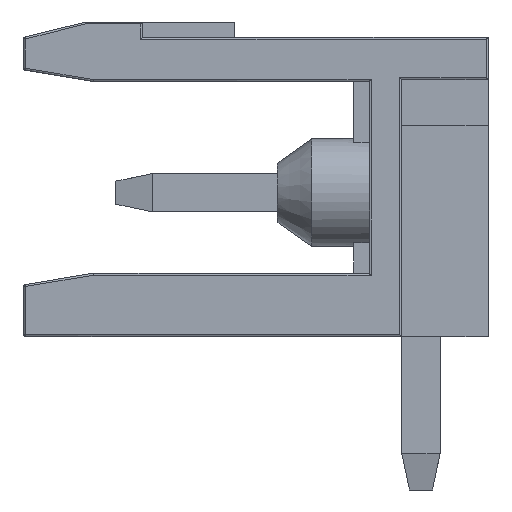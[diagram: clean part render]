
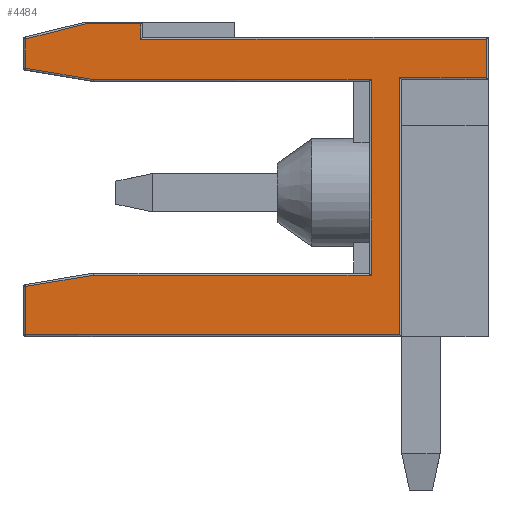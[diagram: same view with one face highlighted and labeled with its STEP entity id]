
A CAD part, left-side view. The second image highlights one B-rep face of the part: STEP entity #4484.
In plain terms, the highlighted planar face has unit normal (-1, 0, 0).
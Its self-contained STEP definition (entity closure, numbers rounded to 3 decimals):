
#146 = CARTESIAN_POINT ( 'NONE',  ( 0., 0.05, 7.8 ) ) ;
#540 = VERTEX_POINT ( 'NONE', #11240 ) ;
#895 = VECTOR ( 'NONE', #14662, 1000. ) ;
#931 = DIRECTION ( 'NONE',  ( 0., 1., 0. ) ) ;
#987 = ORIENTED_EDGE ( 'NONE', *, *, #15326, .T. ) ;
#1051 = CARTESIAN_POINT ( 'NONE',  ( 0., 9.05, 8.2 ) ) ;
#1052 = VECTOR ( 'NONE', #931, 1000. ) ;
#1125 = LINE ( 'NONE', #26435, #12597 ) ;
#1364 = DIRECTION ( 'NONE',  ( 0., 0., 1. ) ) ;
#1503 = EDGE_CURVE ( 'NONE', #6058, #24010, #12430, .T. ) ;
#1532 = ORIENTED_EDGE ( 'NONE', *, *, #7702, .T. ) ;
#1535 = LINE ( 'NONE', #1051, #8591 ) ;
#1588 = LINE ( 'NONE', #14180, #9193 ) ;
#2105 = CARTESIAN_POINT ( 'NONE',  ( 0., 2.3, 0.05 ) ) ;
#2191 = CARTESIAN_POINT ( 'NONE',  ( 0., 2.3, 6.75 ) ) ;
#2528 = CARTESIAN_POINT ( 'NONE',  ( 0., 3.1, 6.7 ) ) ;
#2790 = PLANE ( 'NONE',  #22973 ) ;
#3667 = EDGE_CURVE ( 'NONE', #4203, #6058, #3853, .T. ) ;
#3790 = CARTESIAN_POINT ( 'NONE',  ( 0., 3.05, 1.6 ) ) ;
#3841 = EDGE_CURVE ( 'NONE', #15989, #4450, #17088, .T. ) ;
#3853 = LINE ( 'NONE', #24289, #14925 ) ;
#3909 = ORIENTED_EDGE ( 'NONE', *, *, #7997, .T. ) ;
#4058 = LINE ( 'NONE', #31883, #31639 ) ;
#4092 = EDGE_LOOP ( 'NONE', ( #1532, #10591, #23347, #27719, #987, #5335, #15951, #23628, #25138, #25549, #3909, #8601, #23742, #12350, #8434 ) ) ;
#4203 = VERTEX_POINT ( 'NONE', #2191 ) ;
#4450 = VERTEX_POINT ( 'NONE', #3790 ) ;
#4484 = ADVANCED_FACE ( 'NONE', ( #22106 ), #2790, .F. ) ;
#4929 = VECTOR ( 'NONE', #9005, 1000. ) ;
#5071 = LINE ( 'NONE', #25155, #19499 ) ;
#5179 = CARTESIAN_POINT ( 'NONE',  ( 0., 10.296, 6.7 ) ) ;
#5239 = DIRECTION ( 'NONE',  ( 0., 1., 0. ) ) ;
#5335 = ORIENTED_EDGE ( 'NONE', *, *, #3841, .T. ) ;
#5448 = VERTEX_POINT ( 'NONE', #19937 ) ;
#5466 = EDGE_CURVE ( 'NONE', #4450, #17985, #5071, .T. ) ;
#6024 = EDGE_CURVE ( 'NONE', #31174, #14132, #13466, .T. ) ;
#6058 = VERTEX_POINT ( 'NONE', #28478 ) ;
#6434 = CARTESIAN_POINT ( 'NONE',  ( 0., 0.05, 7.75 ) ) ;
#6744 = VERTEX_POINT ( 'NONE', #22042 ) ;
#6808 = DIRECTION ( 'NONE',  ( 0., 0., 1. ) ) ;
#6975 = EDGE_CURVE ( 'NONE', #17985, #31174, #25370, .T. ) ;
#7652 = EDGE_CURVE ( 'NONE', #5448, #26020, #4058, .T. ) ;
#7680 = CARTESIAN_POINT ( 'NONE',  ( 0., 3.05, 6.7 ) ) ;
#7701 = CARTESIAN_POINT ( 'NONE',  ( 0., 12.05, 1.306 ) ) ;
#7702 = EDGE_CURVE ( 'NONE', #540, #29988, #27582, .T. ) ;
#7997 = EDGE_CURVE ( 'NONE', #13811, #4203, #1588, .T. ) ;
#8036 = LINE ( 'NONE', #29960, #17318 ) ;
#8434 = ORIENTED_EDGE ( 'NONE', *, *, #15527, .T. ) ;
#8591 = VECTOR ( 'NONE', #1364, 1000. ) ;
#8601 = ORIENTED_EDGE ( 'NONE', *, *, #3667, .T. ) ;
#9005 = DIRECTION ( 'NONE',  ( 0., 0., -1. ) ) ;
#9193 = VECTOR ( 'NONE', #6808, 1000. ) ;
#10591 = ORIENTED_EDGE ( 'NONE', *, *, #25813, .T. ) ;
#10607 = DIRECTION ( 'NONE',  ( 0., 0., 1. ) ) ;
#11003 = CARTESIAN_POINT ( 'NONE',  ( 0., 12.05, 8.2 ) ) ;
#11091 = DIRECTION ( 'NONE',  ( 0., 0.97, -0.243 ) ) ;
#11217 = LINE ( 'NONE', #30850, #1052 ) ;
#11240 = CARTESIAN_POINT ( 'NONE',  ( 0., 9.05, 8.15 ) ) ;
#11550 = DIRECTION ( 'NONE',  ( 0., -1., 0. ) ) ;
#12272 = CARTESIAN_POINT ( 'NONE',  ( 0., 10.494, 8.15 ) ) ;
#12350 = ORIENTED_EDGE ( 'NONE', *, *, #30436, .T. ) ;
#12430 = LINE ( 'NONE', #146, #18383 ) ;
#12597 = VECTOR ( 'NONE', #11091, 1000. ) ;
#12637 = CARTESIAN_POINT ( 'NONE',  ( 0., 12.1, 8.2 ) ) ;
#12757 = VERTEX_POINT ( 'NONE', #31233 ) ;
#12991 = CARTESIAN_POINT ( 'NONE',  ( 0., 12.092, 1.299 ) ) ;
#13466 = LINE ( 'NONE', #11003, #4929 ) ;
#13470 = CARTESIAN_POINT ( 'NONE',  ( 0., 12.05, 0.05 ) ) ;
#13811 = VERTEX_POINT ( 'NONE', #2105 ) ;
#14058 = DIRECTION ( 'NONE',  ( 0., -0.986, -0.165 ) ) ;
#14132 = VERTEX_POINT ( 'NONE', #13470 ) ;
#14180 = CARTESIAN_POINT ( 'NONE',  ( 0., 2.3, 6.7 ) ) ;
#14662 = DIRECTION ( 'NONE',  ( 0., 0., -1. ) ) ;
#14925 = VECTOR ( 'NONE', #11550, 1000. ) ;
#15326 = EDGE_CURVE ( 'NONE', #26020, #15989, #27207, .T. ) ;
#15527 = EDGE_CURVE ( 'NONE', #6744, #540, #1535, .T. ) ;
#15889 = LINE ( 'NONE', #25848, #21501 ) ;
#15951 = ORIENTED_EDGE ( 'NONE', *, *, #5466, .T. ) ;
#15989 = VERTEX_POINT ( 'NONE', #7680 ) ;
#15991 = VECTOR ( 'NONE', #19906, 1000. ) ;
#16826 = EDGE_CURVE ( 'NONE', #14132, #13811, #15889, .T. ) ;
#17022 = DIRECTION ( 'NONE',  ( 0., 0., -1. ) ) ;
#17088 = LINE ( 'NONE', #27061, #895 ) ;
#17318 = VECTOR ( 'NONE', #17992, 1000. ) ;
#17837 = DIRECTION ( 'NONE',  ( 0., -1., 0. ) ) ;
#17985 = VERTEX_POINT ( 'NONE', #22304 ) ;
#17992 = DIRECTION ( 'NONE',  ( 0., 0., -1. ) ) ;
#18383 = VECTOR ( 'NONE', #10607, 1000. ) ;
#19499 = VECTOR ( 'NONE', #5239, 1000. ) ;
#19906 = DIRECTION ( 'NONE',  ( 0., 1., 0. ) ) ;
#19937 = CARTESIAN_POINT ( 'NONE',  ( 0., 12.05, 6.994 ) ) ;
#21501 = VECTOR ( 'NONE', #17837, 1000. ) ;
#21637 = VECTOR ( 'NONE', #27372, 1000. ) ;
#22042 = CARTESIAN_POINT ( 'NONE',  ( 0., 9.05, 7.75 ) ) ;
#22106 = FACE_OUTER_BOUND ( 'NONE', #4092, .T. ) ;
#22189 = VECTOR ( 'NONE', #27827, 1000. ) ;
#22304 = CARTESIAN_POINT ( 'NONE',  ( 0., 10.296, 1.6 ) ) ;
#22973 = AXIS2_PLACEMENT_3D ( 'NONE', #12637, #24717, #17022 ) ;
#23347 = ORIENTED_EDGE ( 'NONE', *, *, #26661, .T. ) ;
#23628 = ORIENTED_EDGE ( 'NONE', *, *, #6975, .T. ) ;
#23742 = ORIENTED_EDGE ( 'NONE', *, *, #1503, .T. ) ;
#24010 = VERTEX_POINT ( 'NONE', #6434 ) ;
#24289 = CARTESIAN_POINT ( 'NONE',  ( 0., 0., 6.75 ) ) ;
#24717 = DIRECTION ( 'NONE',  ( 1., 0., 0. ) ) ;
#24820 = CARTESIAN_POINT ( 'NONE',  ( 0., 12.1, 8.15 ) ) ;
#25138 = ORIENTED_EDGE ( 'NONE', *, *, #6024, .T. ) ;
#25155 = CARTESIAN_POINT ( 'NONE',  ( 0., 10.3, 1.6 ) ) ;
#25370 = LINE ( 'NONE', #12991, #22189 ) ;
#25549 = ORIENTED_EDGE ( 'NONE', *, *, #16826, .T. ) ;
#25813 = EDGE_CURVE ( 'NONE', #29988, #12757, #1125, .T. ) ;
#25848 = CARTESIAN_POINT ( 'NONE',  ( 0., 12.1, 0.05 ) ) ;
#26020 = VERTEX_POINT ( 'NONE', #5179 ) ;
#26435 = CARTESIAN_POINT ( 'NONE',  ( 0., 12.088, 7.751 ) ) ;
#26661 = EDGE_CURVE ( 'NONE', #12757, #5448, #8036, .T. ) ;
#27061 = CARTESIAN_POINT ( 'NONE',  ( 0., 3.05, 1.65 ) ) ;
#27207 = LINE ( 'NONE', #2528, #21637 ) ;
#27372 = DIRECTION ( 'NONE',  ( 0., -1., 0. ) ) ;
#27582 = LINE ( 'NONE', #24820, #15991 ) ;
#27719 = ORIENTED_EDGE ( 'NONE', *, *, #7652, .T. ) ;
#27827 = DIRECTION ( 'NONE',  ( 0., 0.986, -0.165 ) ) ;
#28478 = CARTESIAN_POINT ( 'NONE',  ( 0., 0.05, 6.75 ) ) ;
#29960 = CARTESIAN_POINT ( 'NONE',  ( 0., 12.05, 8.2 ) ) ;
#29988 = VERTEX_POINT ( 'NONE', #12272 ) ;
#30436 = EDGE_CURVE ( 'NONE', #24010, #6744, #11217, .T. ) ;
#30850 = CARTESIAN_POINT ( 'NONE',  ( 0., 9., 7.75 ) ) ;
#31174 = VERTEX_POINT ( 'NONE', #7701 ) ;
#31233 = CARTESIAN_POINT ( 'NONE',  ( 0., 12.05, 7.761 ) ) ;
#31639 = VECTOR ( 'NONE', #14058, 1000. ) ;
#31883 = CARTESIAN_POINT ( 'NONE',  ( 0., 10.292, 6.699 ) ) ;
